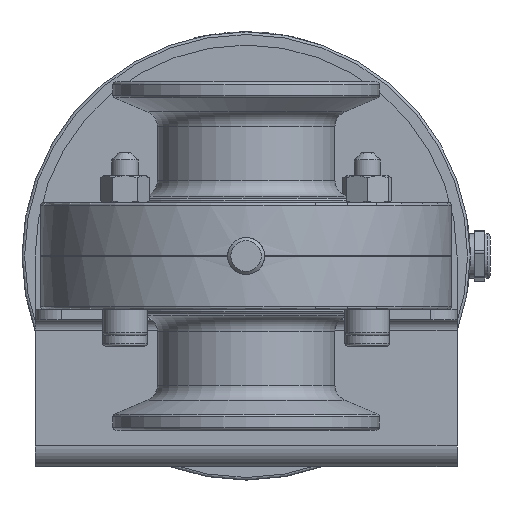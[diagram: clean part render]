
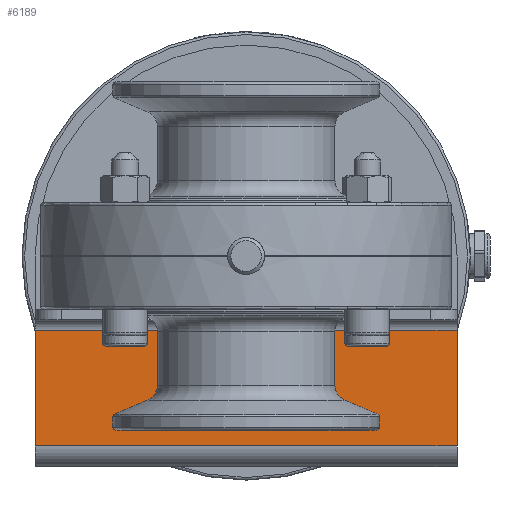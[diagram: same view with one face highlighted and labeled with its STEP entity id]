
A CAD part, front view. The second image highlights one B-rep face of the part: STEP entity #6189.
In plain terms, the highlighted planar face has unit normal (0, -1, 0).
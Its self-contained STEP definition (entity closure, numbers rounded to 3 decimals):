
#750=FACE_OUTER_BOUND('',#1154,.T.);
#1154=EDGE_LOOP('',(#5025,#5026,#5027,#5028));
#1890=LINE('',#11753,#2249);
#1893=LINE('',#11759,#2252);
#1896=LINE('',#11766,#2255);
#1898=LINE('',#11773,#2257);
#2249=VECTOR('',#8516,10.);
#2252=VECTOR('',#8521,10.);
#2255=VECTOR('',#8528,10.);
#2257=VECTOR('',#8536,10.);
#2759=VERTEX_POINT('',#11745);
#2760=VERTEX_POINT('',#11749);
#2762=VERTEX_POINT('',#11757);
#2764=VERTEX_POINT('',#11765);
#3526=EDGE_CURVE('',#2759,#2760,#1890,.T.);
#3529=EDGE_CURVE('',#2762,#2760,#1893,.T.);
#3532=EDGE_CURVE('',#2762,#2764,#1896,.T.);
#3536=EDGE_CURVE('',#2759,#2764,#1898,.T.);
#5025=ORIENTED_EDGE('',*,*,#3526,.T.);
#5026=ORIENTED_EDGE('',*,*,#3529,.F.);
#5027=ORIENTED_EDGE('',*,*,#3532,.T.);
#5028=ORIENTED_EDGE('',*,*,#3536,.F.);
#5593=PLANE('',#7014);
#6189=ADVANCED_FACE('',(#750),#5593,.F.);
#7014=AXIS2_PLACEMENT_3D('',#11783,#8548,#8549);
#8516=DIRECTION('',(-1.,0.,0.));
#8521=DIRECTION('',(0.,0.,1.));
#8528=DIRECTION('',(1.,0.,0.));
#8536=DIRECTION('',(0.,0.,-1.));
#8548=DIRECTION('center_axis',(0.,1.,0.));
#8549=DIRECTION('ref_axis',(1.,0.,0.));
#11745=CARTESIAN_POINT('',(40.,-18.,-14.1));
#11749=CARTESIAN_POINT('',(-40.,-18.,-14.1));
#11753=CARTESIAN_POINT('',(-20.,-18.,-14.1));
#11757=CARTESIAN_POINT('',(-40.,-18.,-36.));
#11759=CARTESIAN_POINT('',(-40.,-18.,-36.));
#11765=CARTESIAN_POINT('',(40.,-18.,-36.));
#11766=CARTESIAN_POINT('',(0.,-18.,-36.));
#11773=CARTESIAN_POINT('',(40.,-18.,-40.524));
#11783=CARTESIAN_POINT('Origin',(0.,-18.,-25.312));
